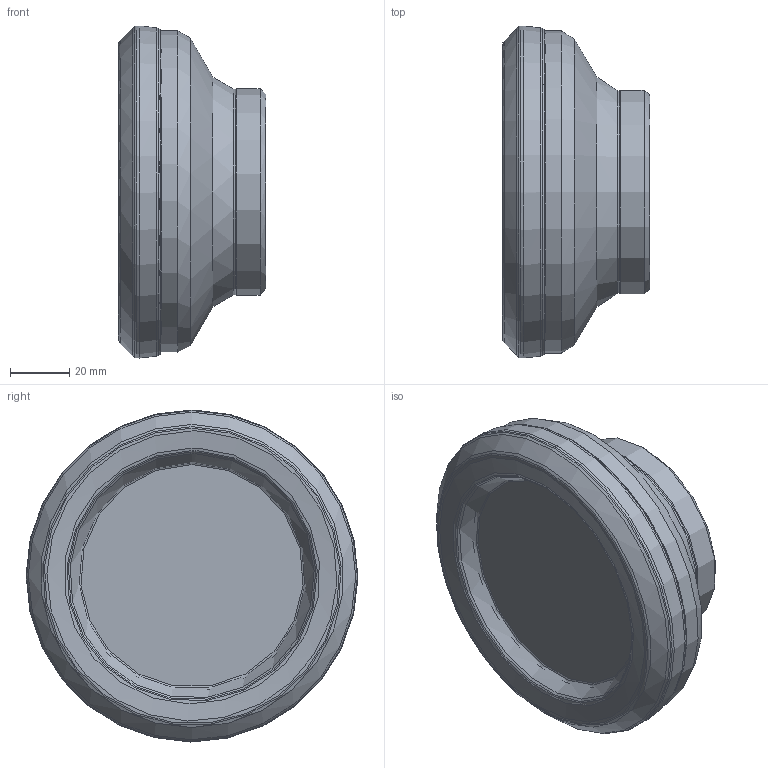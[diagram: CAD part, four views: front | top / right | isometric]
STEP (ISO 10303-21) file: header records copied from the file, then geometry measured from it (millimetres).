
FILE_DESCRIPTION(/* description */ (''),/* implementation_level */ '2;1');
FILE_NAME(/* name */ 'AFM45C-XN0806-D100-A32-Z08.stp',/* time_stamp */ '2023-10-28T16:59:58+03:00',/* author */ (''),/* organization */ (''),/* preprocessor_version */ 'ST-DEVELOPER v19.4',/* originating_system */ 'SIEMENS PLM Software NX2306.3001',/* authorisation */ '');
FILE_SCHEMA (('AP203_CONFIGURATION_CONTROLLED_3D_DESIGN_OF_MECHANICAL_PARTS_AND_ASSEMBLIES_MIM_LF { 1 0 10303 403 2 1 2}'));
Length unit declared in the file: millimetre
Products named in the file (1): model1
Bounding box: 50.06 x 112.33 x 112.33 mm (x, y, z)
Volume: 379767.2 mm3; surface area: 46759.4 mm2
Topology: 2 solids, 2 shells, 59 faces, 143 edges, 86 vertices
Faces by surface type: revolution 32, torus 15, cone 6, cylinder 3, plane 2, bspline 1
Full cylindrical faces by diameter (mm): 69.6 x1, 70 x1, 109.2 x1
Entity records: 1657 total; most frequent: CARTESIAN_POINT 295, DIRECTION 237, EDGE_LOOP 116, ORIENTED_EDGE 116, FACE_BOUND 114, AXIS2_PLACEMENT_3D 92, CIRCLE 65, ADVANCED_FACE 59
